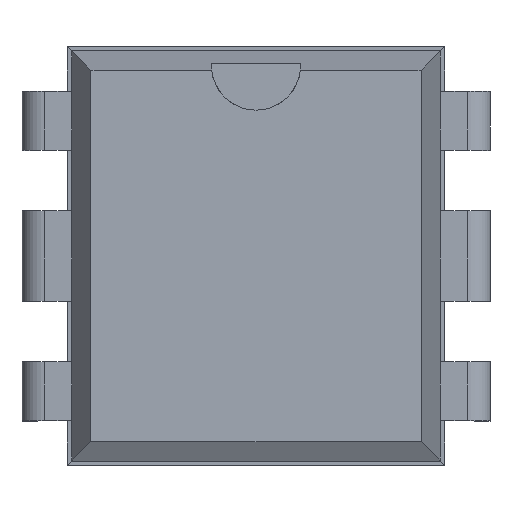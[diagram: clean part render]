
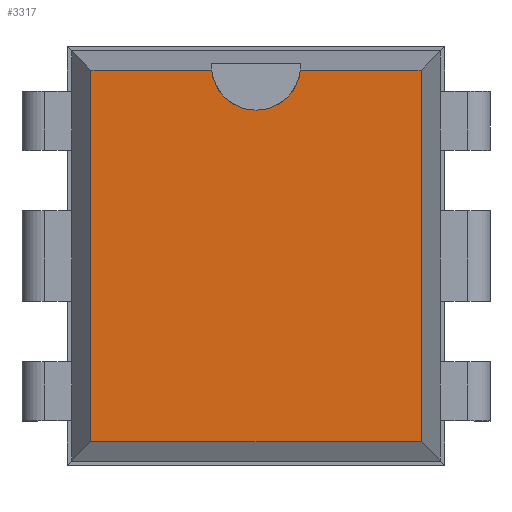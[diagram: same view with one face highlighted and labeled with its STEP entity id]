
A CAD part, top view. The second image highlights one B-rep face of the part: STEP entity #3317.
In plain terms, the highlighted planar face has unit normal (0, 0, 1).
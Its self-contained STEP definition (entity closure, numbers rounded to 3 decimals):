
#1812 = VERTEX_POINT('',#1813);
#1813 = CARTESIAN_POINT('',(6.586,0.586,3.68));
#1818 = EDGE_CURVE('',#1819,#1812,#1821,.T.);
#1819 = VERTEX_POINT('',#1820);
#1820 = CARTESIAN_POINT('',(6.586,-5.666,3.68));
#1821 = LINE('',#1822,#1823);
#1822 = CARTESIAN_POINT('',(6.586,-5.666,3.68));
#1823 = VECTOR('',#1824,1.);
#1824 = DIRECTION('',(0.,1.,0.));
#2378 = VERTEX_POINT('',#2379);
#2379 = CARTESIAN_POINT('',(1.034,0.586,3.68));
#2384 = EDGE_CURVE('',#2385,#2378,#2387,.T.);
#2385 = VERTEX_POINT('',#2386);
#2386 = CARTESIAN_POINT('',(3.064,0.586,3.68));
#2387 = LINE('',#2388,#2389);
#2388 = CARTESIAN_POINT('',(6.586,0.586,3.68));
#2389 = VECTOR('',#2390,1.);
#2390 = DIRECTION('',(-1.,0.,0.));
#2605 = VERTEX_POINT('',#2606);
#2606 = CARTESIAN_POINT('',(4.556,0.586,3.68));
#2710 = EDGE_CURVE('',#1812,#2605,#2711,.T.);
#2711 = LINE('',#2712,#2713);
#2712 = CARTESIAN_POINT('',(6.586,0.586,3.68));
#2713 = VECTOR('',#2714,1.);
#2714 = DIRECTION('',(-1.,0.,0.));
#2747 = VERTEX_POINT('',#2748);
#2748 = CARTESIAN_POINT('',(1.034,-5.666,3.68));
#2753 = EDGE_CURVE('',#2378,#2747,#2754,.T.);
#2754 = LINE('',#2755,#2756);
#2755 = CARTESIAN_POINT('',(1.034,0.586,3.68));
#2756 = VECTOR('',#2757,1.);
#2757 = DIRECTION('',(0.,-1.,0.));
#3306 = EDGE_CURVE('',#2747,#1819,#3307,.T.);
#3307 = LINE('',#3308,#3309);
#3308 = CARTESIAN_POINT('',(1.034,-5.666,3.68));
#3309 = VECTOR('',#3310,1.);
#3310 = DIRECTION('',(1.,0.,0.));
#3317 = ADVANCED_FACE('',(#3318),#3341,.F.);
#3318 = FACE_BOUND('',#3319,.F.);
#3319 = EDGE_LOOP('',(#3320,#3321,#3322,#3323,#3324,#3333,#3340));
#3320 = ORIENTED_EDGE('',*,*,#1818,.F.);
#3321 = ORIENTED_EDGE('',*,*,#3306,.F.);
#3322 = ORIENTED_EDGE('',*,*,#2753,.F.);
#3323 = ORIENTED_EDGE('',*,*,#2384,.F.);
#3324 = ORIENTED_EDGE('',*,*,#3325,.F.);
#3325 = EDGE_CURVE('',#3326,#2385,#3328,.T.);
#3326 = VERTEX_POINT('',#3327);
#3327 = CARTESIAN_POINT('',(3.81,-0.089,3.68));
#3328 = CIRCLE('',#3329,0.75);
#3329 = AXIS2_PLACEMENT_3D('',#3330,#3331,#3332);
#3330 = CARTESIAN_POINT('',(3.81,0.661,3.68));
#3331 = DIRECTION('',(0.,0.,-1.));
#3332 = DIRECTION('',(0.,-1.,0.));
#3333 = ORIENTED_EDGE('',*,*,#3334,.F.);
#3334 = EDGE_CURVE('',#2605,#3326,#3335,.T.);
#3335 = CIRCLE('',#3336,0.75);
#3336 = AXIS2_PLACEMENT_3D('',#3337,#3338,#3339);
#3337 = CARTESIAN_POINT('',(3.81,0.661,3.68));
#3338 = DIRECTION('',(0.,0.,-1.));
#3339 = DIRECTION('',(0.,-1.,0.));
#3340 = ORIENTED_EDGE('',*,*,#2710,.F.);
#3341 = PLANE('',#3342);
#3342 = AXIS2_PLACEMENT_3D('',#3343,#3344,#3345);
#3343 = CARTESIAN_POINT('',(6.586,-5.666,3.68));
#3344 = DIRECTION('',(0.,0.,-1.));
#3345 = DIRECTION('',(-0.664,0.748,0.));
